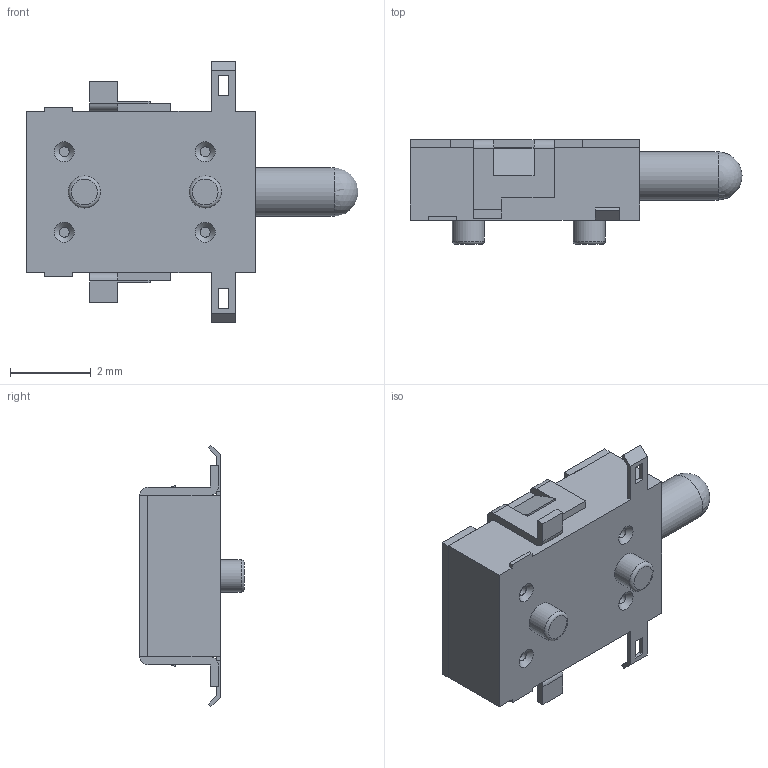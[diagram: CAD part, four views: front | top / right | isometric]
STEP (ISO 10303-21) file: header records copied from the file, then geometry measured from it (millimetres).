
FILE_DESCRIPTION((''),'2;1');
FILE_NAME('900BGQ.stp','2011-03-11T07:54:46',('blarson'),(''),'Autodesk Inventor 11','Autodesk Inventor 11','');
FILE_SCHEMA(('AUTOMOTIVE_DESIGN { 1 0 10303 214 1 1 1 1 }'));
Length unit declared in the file: millimetre
Products named in the file (4): 900BGQ; 900B_BODY; button; metal bracket
Assembly tree (3 placements, depth 2):
  900BGQ
    900B_BODY
    button
    metal bracket
Bounding box: 8.25 x 2.6 x 6.5 mm (x, y, z)
Volume: 36.8 mm3; surface area: 213.6 mm2
Topology: 3 solids, 3 shells, 143 faces, 392 edges, 255 vertices
Faces by surface type: plane 112, bspline 16, cylinder 12, torus 2, sphere 1
Full cylindrical faces by diameter (mm): 0.8 x2, 1.2 x1
Entity records: 4611 total; most frequent: CARTESIAN_POINT 940, ORIENTED_EDGE 752, DIRECTION 688, EDGE_CURVE 376, VECTOR 332, LINE 332, VERTEX_POINT 254, AXIS2_PLACEMENT_3D 178
